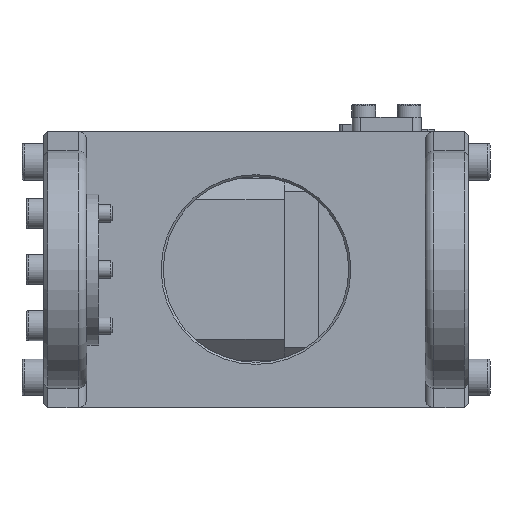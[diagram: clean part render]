
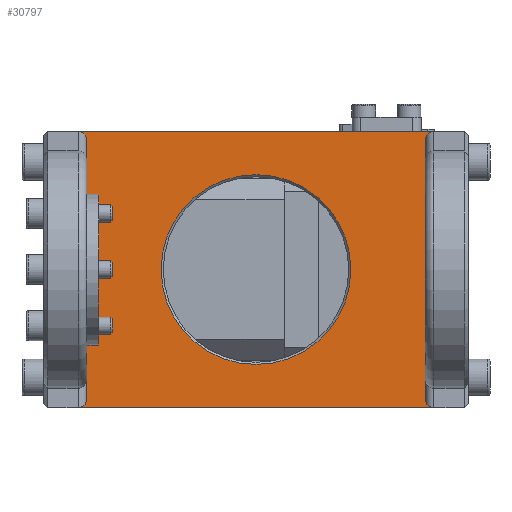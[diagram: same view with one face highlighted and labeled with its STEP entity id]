
A CAD part, left-side view. The second image highlights one B-rep face of the part: STEP entity #30797.
In plain terms, the highlighted face is planar.
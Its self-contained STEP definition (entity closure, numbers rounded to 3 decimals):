
#2016=FACE_BOUND('',#5677,.T.);
#2626=CIRCLE('',#33564,22.);
#3808=FACE_OUTER_BOUND('',#5676,.T.);
#5676=EDGE_LOOP('',(#22027,#22028,#22029,#22030));
#5677=EDGE_LOOP('',(#22031));
#7726=LINE('',#45442,#10441);
#7727=LINE('',#45444,#10442);
#7728=LINE('',#45446,#10443);
#7729=LINE('',#45447,#10444);
#10441=VECTOR('',#36887,10.);
#10442=VECTOR('',#36888,10.);
#10443=VECTOR('',#36889,10.);
#10444=VECTOR('',#36890,10.);
#13272=VERTEX_POINT('',#45430);
#13275=VERTEX_POINT('',#45440);
#13276=VERTEX_POINT('',#45441);
#13277=VERTEX_POINT('',#45443);
#13278=VERTEX_POINT('',#45445);
#16617=EDGE_CURVE('',#13272,#13272,#2626,.T.);
#16621=EDGE_CURVE('',#13275,#13276,#7726,.T.);
#16622=EDGE_CURVE('',#13276,#13277,#7727,.T.);
#16623=EDGE_CURVE('',#13277,#13278,#7728,.T.);
#16624=EDGE_CURVE('',#13278,#13275,#7729,.T.);
#22027=ORIENTED_EDGE('',*,*,#16621,.T.);
#22028=ORIENTED_EDGE('',*,*,#16622,.T.);
#22029=ORIENTED_EDGE('',*,*,#16623,.T.);
#22030=ORIENTED_EDGE('',*,*,#16624,.T.);
#22031=ORIENTED_EDGE('',*,*,#16617,.F.);
#29761=PLANE('',#33568);
#30797=ADVANCED_FACE('',(#3808,#2016),#29761,.T.);
#33564=AXIS2_PLACEMENT_3D('',#45432,#36876,#36877);
#33568=AXIS2_PLACEMENT_3D('',#45439,#36885,#36886);
#36876=DIRECTION('center_axis',(0.,-1.,0.));
#36877=DIRECTION('ref_axis',(1.,0.,0.));
#36885=DIRECTION('center_axis',(0.,-1.,0.));
#36886=DIRECTION('ref_axis',(0.,0.,-1.));
#36887=DIRECTION('',(0.,0.,1.));
#36888=DIRECTION('',(-1.,0.,0.));
#36889=DIRECTION('',(0.,0.,-1.));
#36890=DIRECTION('',(1.,0.,0.));
#45430=CARTESIAN_POINT('',(-22.,-2.,0.));
#45432=CARTESIAN_POINT('Origin',(0.,-2.,0.));
#45439=CARTESIAN_POINT('Origin',(0.,-2.,-41.75));
#45440=CARTESIAN_POINT('',(32.,-2.,-44.25));
#45441=CARTESIAN_POINT('',(32.,-2.,44.25));
#45442=CARTESIAN_POINT('',(32.,-2.,-44.25));
#45443=CARTESIAN_POINT('',(-32.,-2.,44.25));
#45444=CARTESIAN_POINT('',(32.,-2.,44.25));
#45445=CARTESIAN_POINT('',(-32.,-2.,-44.25));
#45446=CARTESIAN_POINT('',(-32.,-2.,44.25));
#45447=CARTESIAN_POINT('',(-32.,-2.,-44.25));
